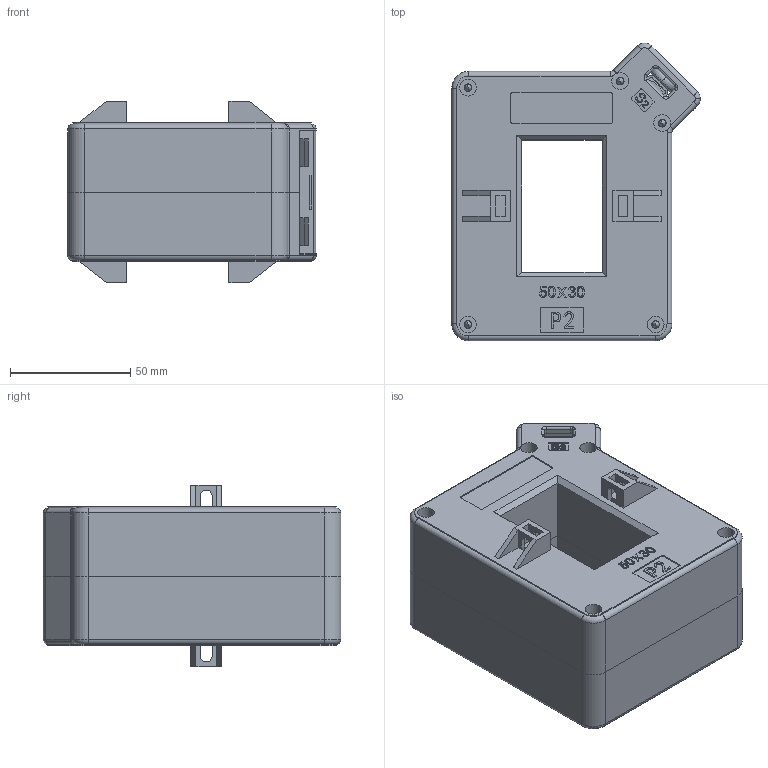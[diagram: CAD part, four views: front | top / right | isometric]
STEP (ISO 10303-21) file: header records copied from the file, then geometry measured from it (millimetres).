
FILE_DESCRIPTION (( 'STEP AP203' ), '1' );
FILE_NAME ('装配体50-30.STEP', '2025-06-17T13:49:40', ( '微软用户' ), ( '微软中国' ), 'SwSTEP 2.0', 'SolidWorks 2020', '' );
FILE_SCHEMA (( 'CONFIG_CONTROL_DESIGN' ));
Length unit declared in the file: millimetre
Products named in the file (9): 縐諶; 諉盄蹟佪3_ISO 7045 - M5 x 6 - Z --- 6S; 蚾饜极50-30; cross recessed pan head tapping screws gb_GB_CROSS_SCREWS_TYPE128 ST2.9X13 H C-N; 諉盄啣-1; 肣И璃5x10陔-1; 50-30-P2; 猾裔6; 50-30-P1
Assembly tree (15 placements, depth 2):
  蚾饜极50-30
    50-30-P1
    50-30-P2
    縐諶
    肣И璃5x10陔-1  x2
    諉盄啣-1  x2
    諉盄蹟佪3_ISO 7045 - M5 x 6 - Z --- 6S  x2
    猾裔6
    cross recessed pan head tapping screws gb_GB_CROSS_SCREWS_TYPE128 ST2.9X13 H C-N  x5
Bounding box: 103.28 x 123.78 x 75.4 mm (x, y, z)
Volume: 136917.9 mm3; surface area: 119298.1 mm2
Topology: 15 solids, 15 shells, 1192 faces, 3117 edges, 2005 vertices
Faces by surface type: plane 643, cylinder 305, bspline 142, torus 72, cone 16, sphere 14
Entity records: 40852 total; most frequent: CARTESIAN_POINT 14871, ORIENTED_EDGE 5362, DIRECTION 4807, EDGE_CURVE 2681, VERTEX_POINT 1737, VECTOR 1701, LINE 1701, AXIS2_PLACEMENT_3D 1553
